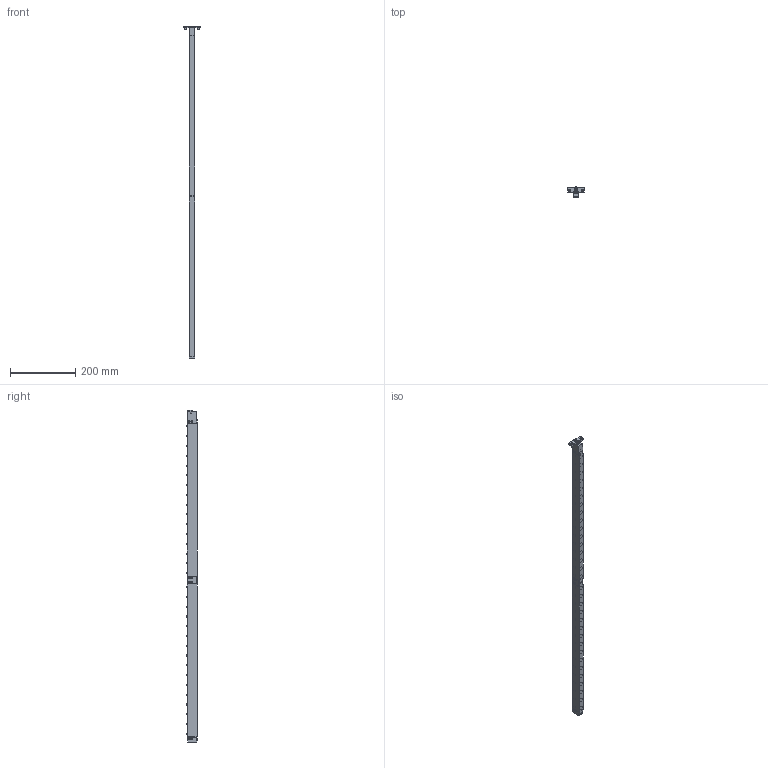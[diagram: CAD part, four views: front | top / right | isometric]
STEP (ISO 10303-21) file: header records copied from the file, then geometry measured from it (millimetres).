
FILE_DESCRIPTION(/* description */ ('DIE LIFTER'),/* implementation_level */ '2;1');
FILE_NAME(/* name */ 'EHB18-32.stp',/* time_stamp */ '2019-11-20T15:02:01+08:00',/* author */ ('yue.yang'),/* organization */ (''),/* preprocessor_version */ 'ST-DEVELOPER v17',/* originating_system */ 'Autodesk Inventor 2019',/* authorisation */ '');
FILE_SCHEMA (('AUTOMOTIVE_DESIGN { 1 0 10303 214 3 1 1 }'));
Length unit declared in the file: millimetre
Products named in the file (2): EHB18-32; EHB18-32_Substitute_1
Assembly tree (1 placements, depth 2):
  EHB18-32
    EHB18-32_Substitute_1
Bounding box: 52 x 31.46 x 1018 mm (x, y, z)
Volume: 421290.8 mm3; surface area: 207578.6 mm2
Topology: 65 solids, 65 shells, 1130 faces, 3525 edges, 2484 vertices
Faces by surface type: plane 410, cylinder 350, cone 174, torus 164, sphere 32
Full cylindrical faces by diameter (mm): 3 x3, 4 x2, 4.3 x2, 5 x50, 5.5 x2, 6.647 x4, 7.5 x1, 8 x3, 8.566 x1, 10 x5, 10.2 x32, 10.5 x1, 12.05 x32, 13.5 x32, 13.55 x32, 15.55 x32, 15.7 x32
Entity records: 46428 total; most frequent: CARTESIAN_POINT 12176, DIRECTION 7393, ORIENTED_EDGE 6846, EDGE_CURVE 3423, AXIS2_PLACEMENT_3D 3244, VERTEX_POINT 2484, CIRCLE 2111, EDGE_LOOP 1435
